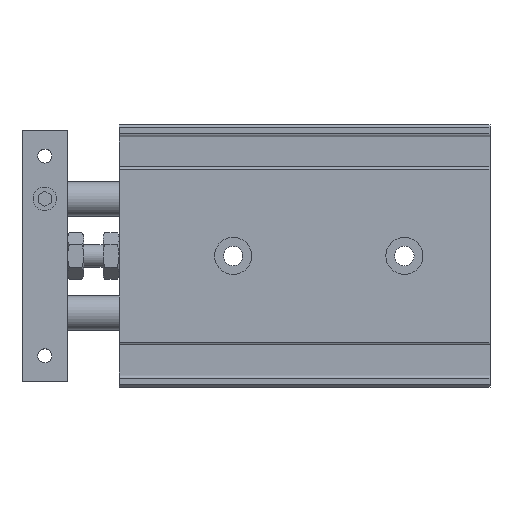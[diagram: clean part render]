
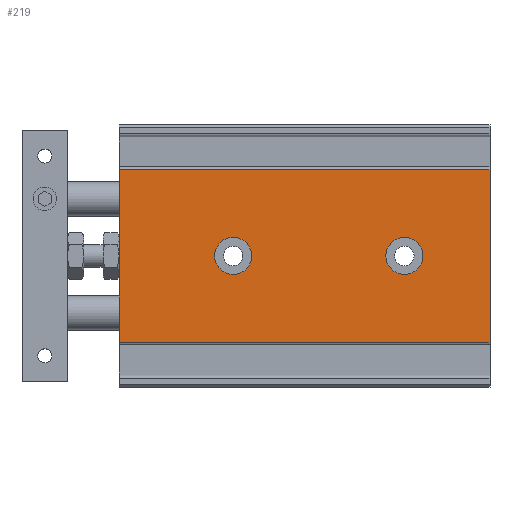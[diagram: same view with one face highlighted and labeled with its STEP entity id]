
A CAD part, top view. The second image highlights one B-rep face of the part: STEP entity #219.
In plain terms, the highlighted planar face has unit normal (0, 0, 1).
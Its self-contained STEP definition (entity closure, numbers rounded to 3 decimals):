
#219 = ADVANCED_FACE( '', ( #441, #442, #443 ), #444, .F. );
#441 = FACE_BOUND( '', #949, .T. );
#442 = FACE_BOUND( '', #950, .T. );
#443 = FACE_OUTER_BOUND( '', #951, .T. );
#444 = PLANE( '', #952 );
#949 = EDGE_LOOP( '', ( #1509 ) );
#950 = EDGE_LOOP( '', ( #1510 ) );
#951 = EDGE_LOOP( '', ( #1511, #1512, #1513, #1514 ) );
#952 = AXIS2_PLACEMENT_3D( '', #1515, #1516, #1517 );
#1509 = ORIENTED_EDGE( '', *, *, #2885, .F. );
#1510 = ORIENTED_EDGE( '', *, *, #2886, .F. );
#1511 = ORIENTED_EDGE( '', *, *, #2887, .T. );
#1512 = ORIENTED_EDGE( '', *, *, #2884, .F. );
#1513 = ORIENTED_EDGE( '', *, *, #2888, .F. );
#1514 = ORIENTED_EDGE( '', *, *, #2889, .T. );
#1515 = CARTESIAN_POINT( '', ( 65., 15.1, 8.5 ) );
#1516 = DIRECTION( '', ( 0., 0., -1. ) );
#1517 = DIRECTION( '', ( -1., 0., 0. ) );
#2884 = EDGE_CURVE( '', #3321, #3319, #3323, .T. );
#2885 = EDGE_CURVE( '', #3324, #3324, #3325, .T. );
#2886 = EDGE_CURVE( '', #3326, #3326, #3327, .T. );
#2887 = EDGE_CURVE( '', #3328, #3319, #3329, .T. );
#2888 = EDGE_CURVE( '', #3330, #3321, #3331, .T. );
#2889 = EDGE_CURVE( '', #3330, #3328, #3332, .T. );
#3319 = VERTEX_POINT( '', #4067 );
#3321 = VERTEX_POINT( '', #4069 );
#3323 = LINE( '', #4071, #4072 );
#3324 = VERTEX_POINT( '', #4073 );
#3325 = CIRCLE( '', #4074, 3.25 );
#3326 = VERTEX_POINT( '', #4075 );
#3327 = CIRCLE( '', #4076, 3.25 );
#3328 = VERTEX_POINT( '', #4077 );
#3329 = LINE( '', #4078, #4079 );
#3330 = VERTEX_POINT( '', #4080 );
#3331 = LINE( '', #4081, #4082 );
#3332 = LINE( '', #4083, #4084 );
#4067 = CARTESIAN_POINT( '', ( 0., -15.1, 8.5 ) );
#4069 = CARTESIAN_POINT( '', ( 65., -15.1, 8.5 ) );
#4071 = CARTESIAN_POINT( '', ( 65., -15.1, 8.5 ) );
#4072 = VECTOR( '', #5327, 1000. );
#4073 = CARTESIAN_POINT( '', ( 53.25, 0., 8.5 ) );
#4074 = AXIS2_PLACEMENT_3D( '', #5328, #5329, #5330 );
#4075 = CARTESIAN_POINT( '', ( 23.25, 0., 8.5 ) );
#4076 = AXIS2_PLACEMENT_3D( '', #5331, #5332, #5333 );
#4077 = CARTESIAN_POINT( '', ( 0., 15.1, 8.5 ) );
#4078 = CARTESIAN_POINT( '', ( 0., 15.1, 8.5 ) );
#4079 = VECTOR( '', #5334, 1000. );
#4080 = CARTESIAN_POINT( '', ( 65., 15.1, 8.5 ) );
#4081 = CARTESIAN_POINT( '', ( 65., 15.1, 8.5 ) );
#4082 = VECTOR( '', #5335, 1000. );
#4083 = CARTESIAN_POINT( '', ( 65., 15.1, 8.5 ) );
#4084 = VECTOR( '', #5336, 1000. );
#5327 = DIRECTION( '', ( -1., 0., 0. ) );
#5328 = CARTESIAN_POINT( '', ( 50., 0., 8.5 ) );
#5329 = DIRECTION( '', ( 0., 0., 1. ) );
#5330 = DIRECTION( '', ( 1., 0., 0. ) );
#5331 = CARTESIAN_POINT( '', ( 20., 0., 8.5 ) );
#5332 = DIRECTION( '', ( 0., 0., 1. ) );
#5333 = DIRECTION( '', ( 1., 0., 0. ) );
#5334 = DIRECTION( '', ( 0., -1., 0. ) );
#5335 = DIRECTION( '', ( 0., -1., 0. ) );
#5336 = DIRECTION( '', ( -1., 0., 0. ) );
